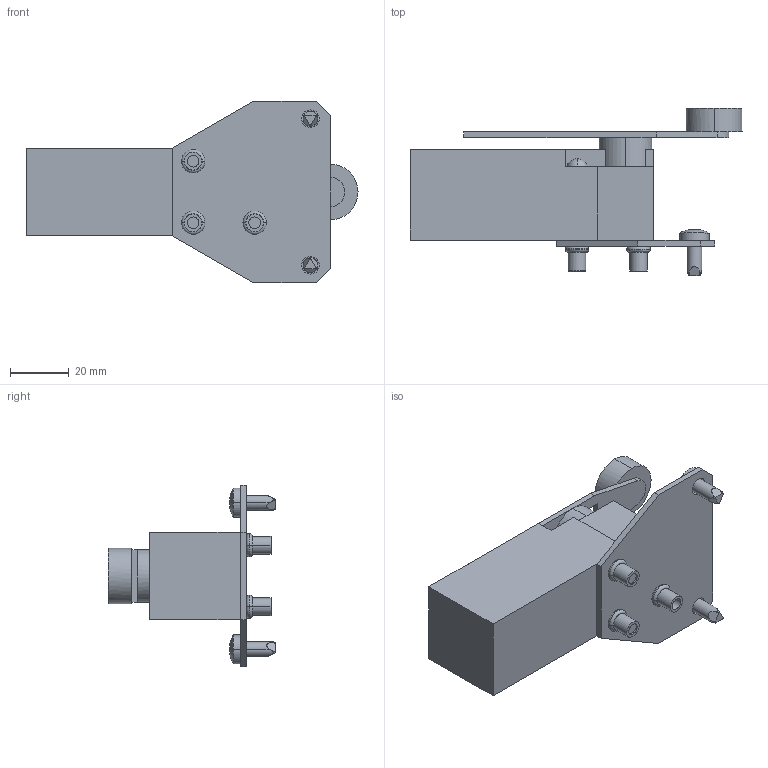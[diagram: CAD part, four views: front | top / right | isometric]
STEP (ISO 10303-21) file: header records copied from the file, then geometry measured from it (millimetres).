
FILE_DESCRIPTION (( 'STEP AP203' ), '1' );
FILE_NAME ('U0402124530 Êîìïëåêò âûêëþ÷àòåëÿ êîíöåâîãî LC2 (000.801.561).STEP', '2022-04-25T07:10:50', ( '' ), ( '' ), 'SwSTEP 2.0', 'SolidWorks 2017', '' );
FILE_SCHEMA (( 'CONFIG_CONTROL_DESIGN' ));
Length unit declared in the file: millimetre
Products named in the file (7): Çàêëåïêà ðåçüáîâàÿ óìåíüøåííûé áîðòèê ñ íàñå÷êîé_Œ4å10,4; Âèíò DIN 7500 C TORX_Œ5å12; U0402124530 Êîìïëåêò âûêëþ÷àòåëÿ êîíöåâîãî LC2 (000.801.561); Âûêëþ÷àòåëü êîíöåâîé XCK-P; 鎔艜_17473_M4x35; 025-168 砑鳧罻 馯黽蠈譇; 000.169.039 Àäàïòåð êîíöåâîãî âûêëþ÷àòåëÿ
Assembly tree (10 placements, depth 3):
  U0402124530 Êîìïëåêò âûêëþ÷àòåëÿ êîíöåâîãî LC2 (000.801.561)
    Âûêëþ÷àòåëü êîíöåâîé XCK-P
    000.169.039 Àäàïòåð êîíöåâîãî âûêëþ÷àòåëÿ
      025-168 砑鳧罻 馯黽蠈譇
      Çàêëåïêà ðåçüáîâàÿ óìåíüøåííûé áîðòèê ñ íàñå÷êîé_Œ4å10,4  x3
    Âèíò DIN 7500 C TORX_Œ5å12  x2
    鎔艜_17473_M4x35  x2
Bounding box: 113.25 x 57.1 x 62 mm (x, y, z)
Volume: 83934.4 mm3; surface area: 25164.7 mm2
Topology: 9 solids, 9 shells, 224 faces, 558 edges, 362 vertices
Faces by surface type: plane 105, cylinder 91, torus 12, cone 8, sphere 8
Entity records: 5099 total; most frequent: CARTESIAN_POINT 844, DIRECTION 749, ORIENTED_EDGE 696, EDGE_CURVE 348, AXIS2_PLACEMENT_3D 277, VERTEX_POINT 226, VECTOR 195, LINE 195
